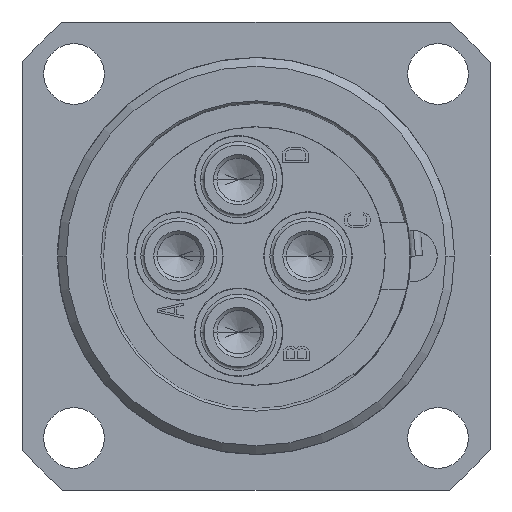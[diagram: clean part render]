
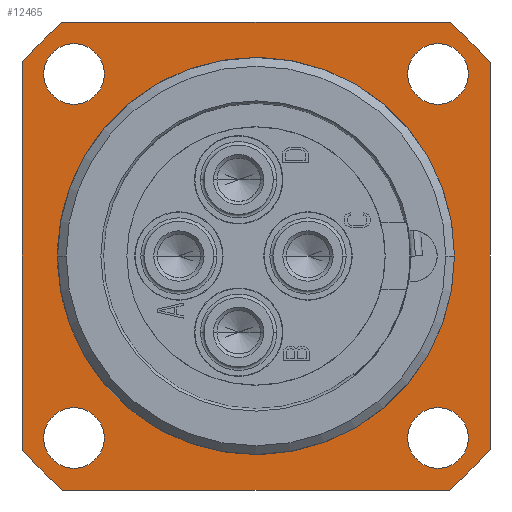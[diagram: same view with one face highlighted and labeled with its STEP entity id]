
A CAD part, left-side view. The second image highlights one B-rep face of the part: STEP entity #12465.
In plain terms, the highlighted planar face has unit normal (-1, 0, 0).
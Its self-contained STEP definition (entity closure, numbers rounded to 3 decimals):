
#2983=CARTESIAN_POINT('',(5.6,0.,0.));
#2984=DIRECTION('',(-1.,0.,0.));
#2985=DIRECTION('',(0.,0.998,-0.061));
#2986=AXIS2_PLACEMENT_3D('',#2983,#2984,#2985);
#3001=DIRECTION('',(0.,1.,0.));
#3002=VECTOR('',#3001,0.19);
#3003=CARTESIAN_POINT('',(5.6,11.239,-0.7));
#3004=LINE('1173',#3003,#3002);
#3018=DIRECTION('',(0.,1.,0.));
#3019=VECTOR('',#3018,0.19);
#3020=CARTESIAN_POINT('',(5.6,11.239,0.7));
#3021=LINE('1172',#3020,#3019);
#3034=DIRECTION('',(0.,0.,1.));
#3035=VECTOR('',#3034,22.271);
#3036=CARTESIAN_POINT('',(5.6,-13.5,-11.136));
#3037=LINE('1024',#3036,#3035);
#3038=CARTESIAN_POINT('',(5.6,0.,0.));
#3039=DIRECTION('',(-1.,0.,0.));
#3040=DIRECTION('',(0.,-0.636,-0.771));
#3041=AXIS2_PLACEMENT_3D('',#3038,#3039,#3040);
#3043=DIRECTION('',(0.,-1.,0.));
#3044=VECTOR('',#3043,22.271);
#3045=CARTESIAN_POINT('',(5.6,11.136,-13.5));
#3046=LINE('1026',#3045,#3044);
#3047=CARTESIAN_POINT('',(5.6,0.,0.));
#3048=DIRECTION('',(-1.,0.,0.));
#3049=DIRECTION('',(0.,0.771,-0.636));
#3050=AXIS2_PLACEMENT_3D('',#3047,#3048,#3049);
#3052=DIRECTION('',(0.,0.,-1.));
#3053=VECTOR('',#3052,22.271);
#3054=CARTESIAN_POINT('',(5.6,13.5,11.136));
#3055=LINE('1028',#3054,#3053);
#3056=CARTESIAN_POINT('',(5.6,0.,0.));
#3057=DIRECTION('',(-1.,0.,0.));
#3058=DIRECTION('',(0.,0.636,0.771));
#3059=AXIS2_PLACEMENT_3D('',#3056,#3057,#3058);
#3061=DIRECTION('',(0.,1.,0.));
#3062=VECTOR('',#3061,22.271);
#3063=CARTESIAN_POINT('',(5.6,-11.136,13.5));
#3064=LINE('1030',#3063,#3062);
#3065=CARTESIAN_POINT('',(5.6,0.,0.));
#3066=DIRECTION('',(-1.,0.,0.));
#3067=DIRECTION('',(0.,-0.771,0.636));
#3068=AXIS2_PLACEMENT_3D('',#3065,#3066,#3067);
#3070=CARTESIAN_POINT('',(5.6,10.5,10.5));
#3071=DIRECTION('',(1.,0.,0.));
#3072=DIRECTION('',(0.,1.,0.));
#3073=AXIS2_PLACEMENT_3D('',#3070,#3071,#3072);
#3075=CARTESIAN_POINT('',(5.6,10.5,10.5));
#3076=DIRECTION('',(1.,0.,0.));
#3077=DIRECTION('',(0.,-1.,0.));
#3078=AXIS2_PLACEMENT_3D('',#3075,#3076,#3077);
#3080=CARTESIAN_POINT('',(5.6,10.5,-10.5));
#3081=DIRECTION('',(1.,0.,0.));
#3082=DIRECTION('',(0.,1.,0.));
#3083=AXIS2_PLACEMENT_3D('',#3080,#3081,#3082);
#3085=CARTESIAN_POINT('',(5.6,10.5,-10.5));
#3086=DIRECTION('',(1.,0.,0.));
#3087=DIRECTION('',(0.,-1.,0.));
#3088=AXIS2_PLACEMENT_3D('',#3085,#3086,#3087);
#3090=CARTESIAN_POINT('',(5.6,-10.5,-10.5));
#3091=DIRECTION('',(1.,0.,0.));
#3092=DIRECTION('',(0.,1.,0.));
#3093=AXIS2_PLACEMENT_3D('',#3090,#3091,#3092);
#3095=CARTESIAN_POINT('',(5.6,-10.5,-10.5));
#3096=DIRECTION('',(1.,0.,0.));
#3097=DIRECTION('',(0.,-1.,0.));
#3098=AXIS2_PLACEMENT_3D('',#3095,#3096,#3097);
#3100=CARTESIAN_POINT('',(5.6,-10.5,10.5));
#3101=DIRECTION('',(1.,0.,0.));
#3102=DIRECTION('',(0.,1.,0.));
#3103=AXIS2_PLACEMENT_3D('',#3100,#3101,#3102);
#3105=CARTESIAN_POINT('',(5.6,-10.5,10.5));
#3106=DIRECTION('',(1.,0.,0.));
#3107=DIRECTION('',(0.,-1.,0.));
#3108=AXIS2_PLACEMENT_3D('',#3105,#3106,#3107);
#3110=DIRECTION('',(0.,0.,-1.));
#3111=VECTOR('',#3110,1.4);
#3112=CARTESIAN_POINT('',(5.6,11.239,0.7));
#3113=LINE('1171',#3112,#3111);
#5544=CARTESIAN_POINT('',(5.6,0.,0.));
#5545=DIRECTION('',(-1.,0.,0.));
#5546=DIRECTION('',(0.,-1.,0.));
#5547=AXIS2_PLACEMENT_3D('',#5544,#5545,#5546);
#5638=CARTESIAN_POINT('',(5.6,-13.5,-11.136));
#5639=CARTESIAN_POINT('',(5.6,-13.5,11.136));
#5640=VERTEX_POINT('',#5638);
#5641=VERTEX_POINT('',#5639);
#5642=CARTESIAN_POINT('',(5.6,-11.136,-13.5));
#5643=VERTEX_POINT('',#5642);
#5644=CARTESIAN_POINT('',(5.6,11.136,-13.5));
#5645=VERTEX_POINT('',#5644);
#5646=CARTESIAN_POINT('',(5.6,13.5,-11.136));
#5647=VERTEX_POINT('',#5646);
#5648=CARTESIAN_POINT('',(5.6,13.5,11.136));
#5649=VERTEX_POINT('',#5648);
#5650=CARTESIAN_POINT('',(5.6,11.136,13.5));
#5651=VERTEX_POINT('',#5650);
#5652=CARTESIAN_POINT('',(5.6,-11.136,13.5));
#5653=VERTEX_POINT('',#5652);
#5662=CARTESIAN_POINT('',(5.6,-11.45,0.));
#5663=VERTEX_POINT('',#5662);
#5668=CARTESIAN_POINT('',(5.6,12.25,10.5));
#5669=CARTESIAN_POINT('',(5.6,8.75,10.5));
#5670=VERTEX_POINT('',#5668);
#5671=VERTEX_POINT('',#5669);
#5676=CARTESIAN_POINT('',(5.6,12.25,-10.5));
#5677=CARTESIAN_POINT('',(5.6,8.75,-10.5));
#5678=VERTEX_POINT('',#5676);
#5679=VERTEX_POINT('',#5677);
#5684=CARTESIAN_POINT('',(5.6,-8.75,-10.5));
#5685=CARTESIAN_POINT('',(5.6,-12.25,-10.5));
#5686=VERTEX_POINT('',#5684);
#5687=VERTEX_POINT('',#5685);
#5692=CARTESIAN_POINT('',(5.6,-8.75,10.5));
#5693=CARTESIAN_POINT('',(5.6,-12.25,10.5));
#5694=VERTEX_POINT('',#5692);
#5695=VERTEX_POINT('',#5693);
#5752=CARTESIAN_POINT('',(5.6,11.429,0.7));
#5754=VERTEX_POINT('',#5752);
#5756=CARTESIAN_POINT('',(5.6,11.429,-0.7));
#5758=VERTEX_POINT('',#5756);
#5800=CARTESIAN_POINT('',(5.6,11.239,0.7));
#5801=CARTESIAN_POINT('',(5.6,11.239,-0.7));
#5802=VERTEX_POINT('',#5800);
#5803=VERTEX_POINT('',#5801);
#12410=CARTESIAN_POINT('',(5.6,0.,0.));
#12411=DIRECTION('',(1.,0.,0.));
#12412=DIRECTION('',(0.,0.,-1.));
#12413=AXIS2_PLACEMENT_3D('',#12410,#12411,#12412);
#12414=PLANE('273',#12413);
#12416=ORIENTED_EDGE('1024',*,*,#12415,.F.);
#12418=ORIENTED_EDGE('1025',*,*,#12417,.F.);
#12420=ORIENTED_EDGE('1026',*,*,#12419,.F.);
#12422=ORIENTED_EDGE('1027',*,*,#12421,.F.);
#12424=ORIENTED_EDGE('1028',*,*,#12423,.F.);
#12426=ORIENTED_EDGE('1029',*,*,#12425,.F.);
#12428=ORIENTED_EDGE('1030',*,*,#12427,.F.);
#12430=ORIENTED_EDGE('1031',*,*,#12429,.F.);
#12431=EDGE_LOOP('273',(#12416,#12418,#12420,#12422,#12424,#12426,#12428,
#12430));
#12432=FACE_OUTER_BOUND('273',#12431,.F.);
#12434=ORIENTED_EDGE('1047',*,*,#12433,.F.);
#12436=ORIENTED_EDGE('1048',*,*,#12435,.F.);
#12437=EDGE_LOOP('273',(#12434,#12436));
#12438=FACE_BOUND('273',#12437,.F.);
#12440=ORIENTED_EDGE('1053',*,*,#12439,.F.);
#12442=ORIENTED_EDGE('1054',*,*,#12441,.F.);
#12443=EDGE_LOOP('273',(#12440,#12442));
#12444=FACE_BOUND('273',#12443,.F.);
#12446=ORIENTED_EDGE('1059',*,*,#12445,.F.);
#12448=ORIENTED_EDGE('1060',*,*,#12447,.F.);
#12449=EDGE_LOOP('273',(#12446,#12448));
#12450=FACE_BOUND('273',#12449,.F.);
#12452=ORIENTED_EDGE('1065',*,*,#12451,.F.);
#12454=ORIENTED_EDGE('1066',*,*,#12453,.F.);
#12455=EDGE_LOOP('273',(#12452,#12454));
#12456=FACE_BOUND('273',#12455,.F.);
#12457=ORIENTED_EDGE('1171',*,*,#12397,.T.);
#12458=ORIENTED_EDGE('1173',*,*,#12328,.T.);
#12459=ORIENTED_EDGE('1123',*,*,#12304,.T.);
#12461=ORIENTED_EDGE('1122',*,*,#12460,.T.);
#12462=ORIENTED_EDGE('1172',*,*,#12372,.F.);
#12463=EDGE_LOOP('273',(#12457,#12458,#12459,#12461,#12462));
#12464=FACE_BOUND('273',#12463,.F.);
#2987=CIRCLE('1123',#2986,11.45);
#3042=CIRCLE('1025',#3041,17.5);
#3051=CIRCLE('1027',#3050,17.5);
#3060=CIRCLE('1029',#3059,17.5);
#3069=CIRCLE('1031',#3068,17.5);
#3074=CIRCLE('1047',#3073,1.75);
#3079=CIRCLE('1048',#3078,1.75);
#3084=CIRCLE('1053',#3083,1.75);
#3089=CIRCLE('1054',#3088,1.75);
#3094=CIRCLE('1059',#3093,1.75);
#3099=CIRCLE('1060',#3098,1.75);
#3104=CIRCLE('1065',#3103,1.75);
#3109=CIRCLE('1066',#3108,1.75);
#5548=CIRCLE('1122',#5547,11.45);
#12304=EDGE_CURVE('1123',#5758,#5663,#2987,.T.);
#12328=EDGE_CURVE('1173',#5803,#5758,#3004,.T.);
#12372=EDGE_CURVE('1172',#5802,#5754,#3021,.T.);
#12397=EDGE_CURVE('1171',#5802,#5803,#3113,.T.);
#12415=EDGE_CURVE('1024',#5640,#5641,#3037,.T.);
#12417=EDGE_CURVE('1025',#5643,#5640,#3042,.T.);
#12419=EDGE_CURVE('1026',#5645,#5643,#3046,.T.);
#12421=EDGE_CURVE('1027',#5647,#5645,#3051,.T.);
#12423=EDGE_CURVE('1028',#5649,#5647,#3055,.T.);
#12425=EDGE_CURVE('1029',#5651,#5649,#3060,.T.);
#12427=EDGE_CURVE('1030',#5653,#5651,#3064,.T.);
#12429=EDGE_CURVE('1031',#5641,#5653,#3069,.T.);
#12433=EDGE_CURVE('1047',#5670,#5671,#3074,.T.);
#12435=EDGE_CURVE('1048',#5671,#5670,#3079,.T.);
#12439=EDGE_CURVE('1053',#5678,#5679,#3084,.T.);
#12441=EDGE_CURVE('1054',#5679,#5678,#3089,.T.);
#12445=EDGE_CURVE('1059',#5686,#5687,#3094,.T.);
#12447=EDGE_CURVE('1060',#5687,#5686,#3099,.T.);
#12451=EDGE_CURVE('1065',#5694,#5695,#3104,.T.);
#12453=EDGE_CURVE('1066',#5695,#5694,#3109,.T.);
#12460=EDGE_CURVE('1122',#5663,#5754,#5548,.T.);
#12465=ADVANCED_FACE('273',(#12432,#12438,#12444,#12450,#12456,#12464),#12414,
.F.);
